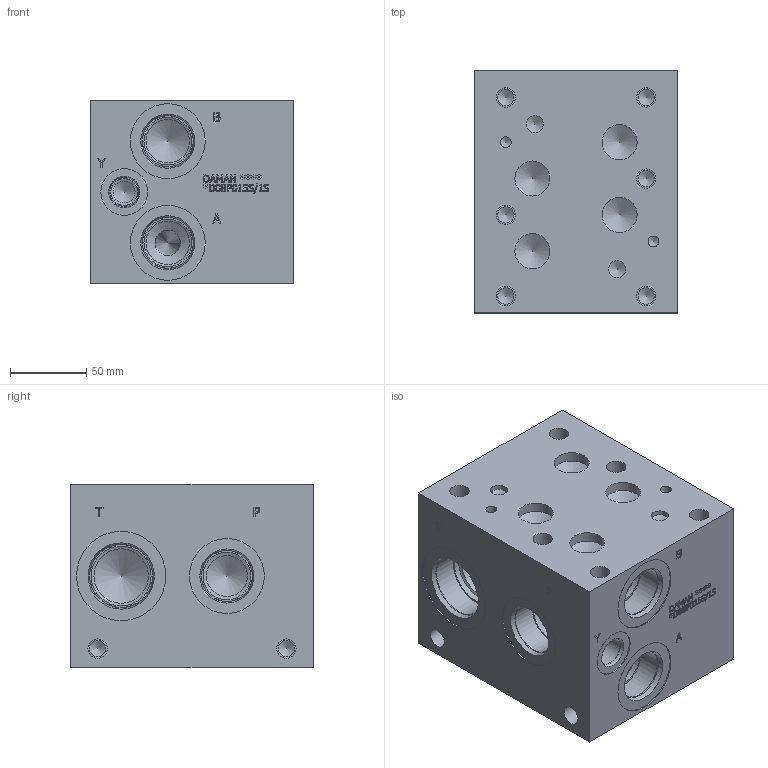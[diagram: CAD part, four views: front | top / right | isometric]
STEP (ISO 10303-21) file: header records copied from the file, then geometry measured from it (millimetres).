
FILE_DESCRIPTION(/* description */ (''),/* implementation_level */ '2;1');
FILE_NAME(/* name */ '_D08P015S_1S.stp',/* time_stamp */ '2021-06-29T12:14:08-04:00',/* author */ ('anthonyv'),/* organization */ (''),/* preprocessor_version */ 'ST-DEVELOPER v18.1',/* originating_system */ 'Autodesk Inventor 2021',/* authorisation */ '');
FILE_SCHEMA (('AUTOMOTIVE_DESIGN { 1 0 10303 214 3 1 1 }'));
Length unit declared in the file: millimetre
Products named in the file (1): Part_AD08P015S~1S_3D
Bounding box: 133.35 x 158.75 x 120.65 mm (x, y, z)
Volume: 2248128.9 mm3; surface area: 158112.3 mm2
Topology: 1 solids, 1 shells, 624 faces, 1693 edges, 1143 vertices
Faces by surface type: plane 348, bspline 144, cylinder 75, cone 57
Full cylindrical faces by diameter (mm): 7.137 x2, 9.525 x1, 9.881 x1, 10.719 x10, 11.113 x1, 11.125 x2, 12.7 x10, 14.3 x1, 17.475 x1, 17.501 x1, 19.05 x1, 19.253 x1, 21.285 x1, 22.225 x1, 23.012 x3, 23.017 x1, 23.698 x1, 25.4 x1, 26.187 x1, 26.975 x2, 27.381 x1, 28.575 x2, 30.632 x1, 31.267 x4, 33.34 x2, 33.35 x2, 33.757 x4, 35.509 x2, 35.712 x2, 39.218 x2
Entity records: 20777 total; most frequent: CARTESIAN_POINT 5306, ORIENTED_EDGE 3332, DIRECTION 2620, EDGE_CURVE 1666, VERTEX_POINT 1143, LINE 1098, VECTOR 1098, AXIS2_PLACEMENT_3D 761
